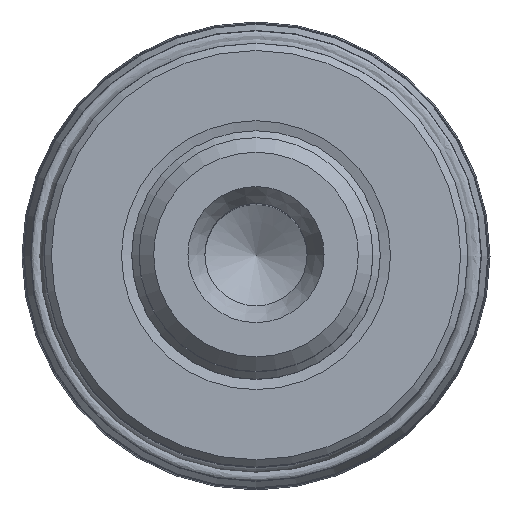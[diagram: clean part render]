
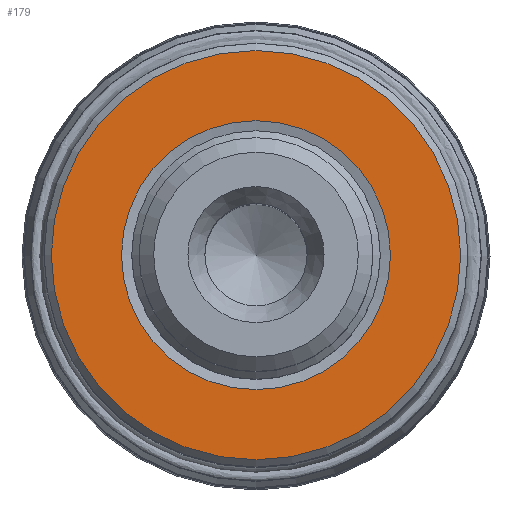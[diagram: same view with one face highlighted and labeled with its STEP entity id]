
A CAD part, top view. The second image highlights one B-rep face of the part: STEP entity #179.
In plain terms, the highlighted planar face has unit normal (0, 0, 1).
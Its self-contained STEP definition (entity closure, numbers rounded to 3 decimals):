
#152=PLANE('',#1064);
#179=ADVANCED_FACE('',(#345,#346),#152,.T.);
#345=FACE_BOUND('',#482,.T.);
#346=FACE_BOUND('',#483,.T.);
#482=EDGE_LOOP('',(#642));
#483=EDGE_LOOP('',(#643));
#642=ORIENTED_EDGE('',*,*,#909,.T.);
#643=ORIENTED_EDGE('',*,*,#910,.F.);
#825=VERTEX_POINT('',#1595);
#826=VERTEX_POINT('',#1597);
#909=EDGE_CURVE('',#825,#825,#988,.T.);
#910=EDGE_CURVE('',#826,#826,#989,.T.);
#988=CIRCLE('',#1062,14.);
#989=CIRCLE('',#1063,9.199);
#1062=AXIS2_PLACEMENT_3D('',#1594,#1190,#1191);
#1063=AXIS2_PLACEMENT_3D('',#1596,#1192,#1193);
#1064=AXIS2_PLACEMENT_3D('',#1598,#1194,#1195);
#1190=DIRECTION('',(0.,0.,1.));
#1191=DIRECTION('',(1.,0.,0.));
#1192=DIRECTION('',(0.,0.,1.));
#1193=DIRECTION('',(1.,0.,0.));
#1194=DIRECTION('',(0.,0.,1.));
#1195=DIRECTION('',(1.,0.,0.));
#1594=CARTESIAN_POINT('',(0.,0.,0.));
#1595=CARTESIAN_POINT('',(14.,0.,0.));
#1596=CARTESIAN_POINT('',(0.,0.,0.));
#1597=CARTESIAN_POINT('',(9.199,0.,0.));
#1598=CARTESIAN_POINT('',(9.199,0.,0.));
